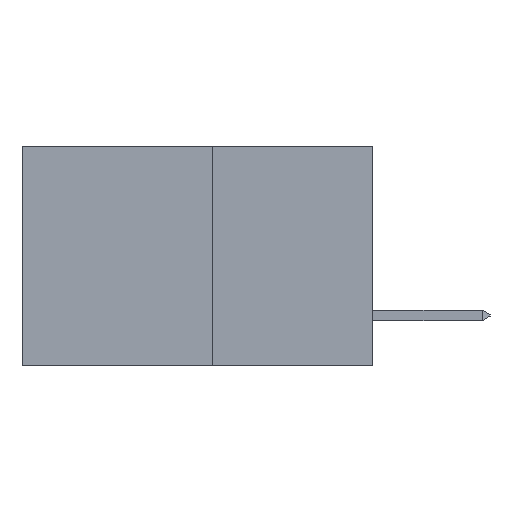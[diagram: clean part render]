
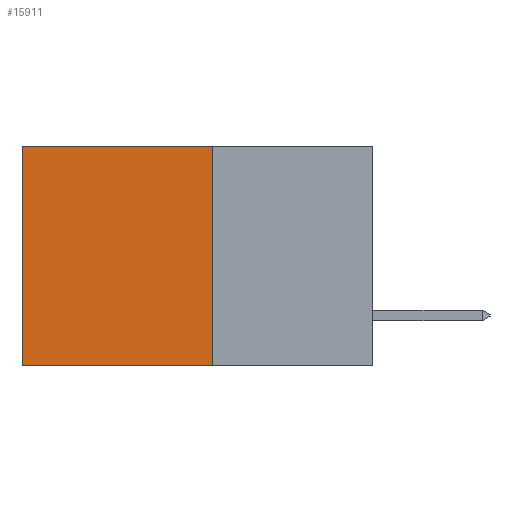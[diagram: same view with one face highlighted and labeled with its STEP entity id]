
A CAD part, left-side view. The second image highlights one B-rep face of the part: STEP entity #15911.
In plain terms, the highlighted planar face has unit normal (-1, 0, 0).
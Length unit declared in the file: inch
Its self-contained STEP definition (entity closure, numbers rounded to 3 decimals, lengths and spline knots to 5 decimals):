
#1147 = LINE ( 'NONE', #17978, #4742 ) ;
#1183 = LINE ( 'NONE', #10222, #19192 ) ;
#2189 = DIRECTION ( 'NONE',  ( 0., 0., -1. ) ) ;
#3897 = CARTESIAN_POINT ( 'NONE',  ( 0.277, 0.27, 0. ) ) ;
#4013 = CARTESIAN_POINT ( 'NONE',  ( 0.277, 0.27, -0.37 ) ) ;
#4413 = FACE_OUTER_BOUND ( 'NONE', #19145, .T. ) ;
#4742 = VECTOR ( 'NONE', #16249, 39.37008 ) ;
#4999 = ORIENTED_EDGE ( 'NONE', *, *, #6830, .T. ) ;
#5118 = DIRECTION ( 'NONE',  ( 0., 1., 0. ) ) ;
#6497 = VERTEX_POINT ( 'NONE', #3897 ) ;
#6830 = EDGE_CURVE ( 'NONE', #6497, #19999, #1183, .T. ) ;
#6840 = CARTESIAN_POINT ( 'NONE',  ( 0.277, 0.27, -0.37 ) ) ;
#8056 = VECTOR ( 'NONE', #5118, 39.37008 ) ;
#9113 = DIRECTION ( 'NONE',  ( 1., 0., 0. ) ) ;
#10222 = CARTESIAN_POINT ( 'NONE',  ( 0.277, 0.27, 0. ) ) ;
#10276 = EDGE_CURVE ( 'NONE', #11517, #17141, #17361, .T. ) ;
#11436 = ORIENTED_EDGE ( 'NONE', *, *, #16579, .T. ) ;
#11517 = VERTEX_POINT ( 'NONE', #4013 ) ;
#11834 = AXIS2_PLACEMENT_3D ( 'NONE', #16074, #9113, #21248 ) ;
#12179 = EDGE_CURVE ( 'NONE', #6497, #11517, #1147, .T. ) ;
#13876 = CARTESIAN_POINT ( 'NONE',  ( 0.277, 0.59, -0.37 ) ) ;
#15350 = ORIENTED_EDGE ( 'NONE', *, *, #10276, .F. ) ;
#15911 = ADVANCED_FACE ( 'NONE', ( #4413 ), #19551, .F. ) ;
#16074 = CARTESIAN_POINT ( 'NONE',  ( 0.277, 0.27, -0.37 ) ) ;
#16249 = DIRECTION ( 'NONE',  ( 0., 0., -1. ) ) ;
#16579 = EDGE_CURVE ( 'NONE', #19999, #17141, #21460, .T. ) ;
#16905 = VECTOR ( 'NONE', #2189, 39.37008 ) ;
#17141 = VERTEX_POINT ( 'NONE', #13876 ) ;
#17361 = LINE ( 'NONE', #6840, #8056 ) ;
#17978 = CARTESIAN_POINT ( 'NONE',  ( 0.277, 0.27, -0.37 ) ) ;
#18977 = ORIENTED_EDGE ( 'NONE', *, *, #12179, .F. ) ;
#19145 = EDGE_LOOP ( 'NONE', ( #11436, #15350, #18977, #4999 ) ) ;
#19192 = VECTOR ( 'NONE', #22341, 39.37008 ) ;
#19551 = PLANE ( 'NONE',  #11834 ) ;
#19638 = CARTESIAN_POINT ( 'NONE',  ( 0.277, 0.59, 0. ) ) ;
#19999 = VERTEX_POINT ( 'NONE', #19638 ) ;
#21151 = CARTESIAN_POINT ( 'NONE',  ( 0.277, 0.59, -0.37 ) ) ;
#21248 = DIRECTION ( 'NONE',  ( 0., 0., -1. ) ) ;
#21460 = LINE ( 'NONE', #21151, #16905 ) ;
#22341 = DIRECTION ( 'NONE',  ( 0., 1., 0. ) ) ;
